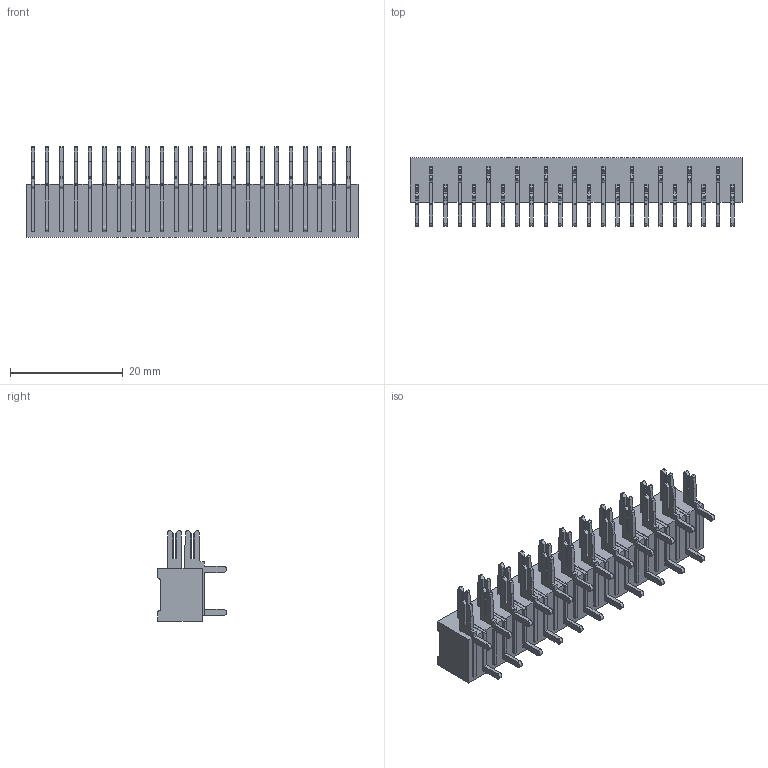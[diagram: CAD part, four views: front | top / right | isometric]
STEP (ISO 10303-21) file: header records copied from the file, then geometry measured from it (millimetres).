
FILE_DESCRIPTION (( 'STEP AP203' ), '1' );
FILE_NAME ('422-023-521-100.STEP', '2019-11-28T19:38:05', ( '' ), ( '' ), 'SwSTEP 2.0', 'SolidWorks 2016', '' );
FILE_SCHEMA (( 'CONFIG_CONTROL_DESIGN' ));
Length unit declared in the file: inch
Products named in the file (4): 422 Part_23; 421-290-001_121; 421-290-002_121; 422-023-521-100
Assembly tree (24 placements, depth 2):
  422-023-521-100
    422 Part_23
    421-290-001_121  x11
    421-290-002_121  x12
Bounding box: 58.78 x 12.19 x 16.05 mm (x, y, z)
Volume: 4523.6 mm3; surface area: 7615.5 mm2
Topology: 24 solids, 24 shells, 808 faces, 2262 edges, 1508 vertices
Faces by surface type: plane 652, cylinder 156
Entity records: 8844 total; most frequent: CARTESIAN_POINT 1407, ORIENTED_EDGE 1368, DIRECTION 1320, EDGE_CURVE 684, VECTOR 582, LINE 582, VERTEX_POINT 456, AXIS2_PLACEMENT_3D 369
